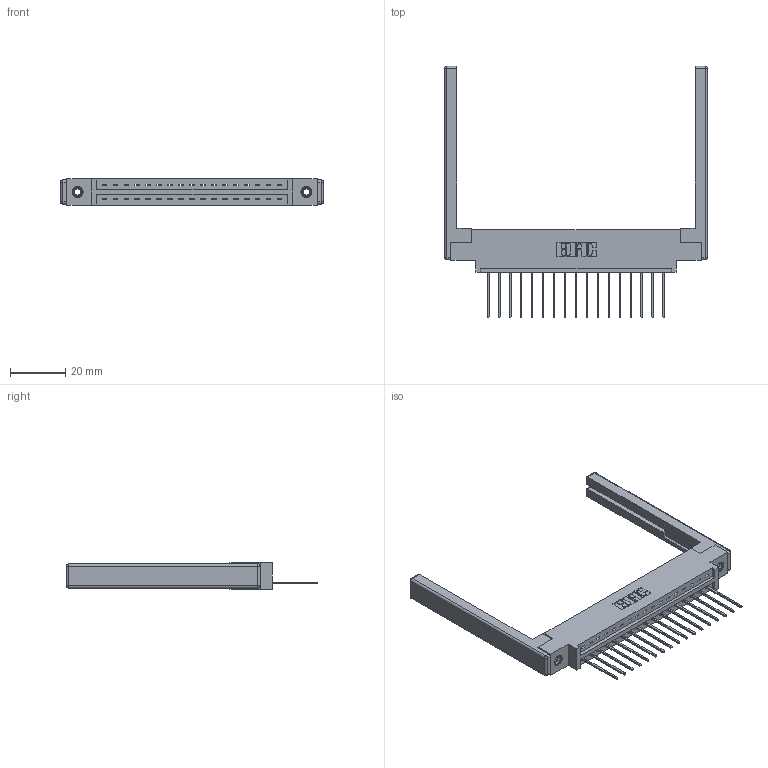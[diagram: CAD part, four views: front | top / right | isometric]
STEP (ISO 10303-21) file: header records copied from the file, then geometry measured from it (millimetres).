
FILE_DESCRIPTION (( 'STEP AP203' ), '1' );
FILE_NAME ('337-017-542-668.STEP', '2019-09-28T19:10:24', ( '' ), ( '' ), 'SwSTEP 2.0', 'SolidWorks 2016', '' );
FILE_SCHEMA (( 'CONFIG_CONTROL_DESIGN' ));
Length unit declared in the file: inch
Products named in the file (5): 337 Part_0.170 Offset - 0.156 Dia-TI; 345-250-001_345-250-001-102; 307-220-068; 337-017-542-668; 345-292-001_345-293-142
Assembly tree (22 placements, depth 2):
  337-017-542-668
    337 Part_0.170 Offset - 0.156 Dia-TI
    345-292-001_345-293-142  x17
    345-250-001_345-250-001-102  x2
    307-220-068  x2
Bounding box: 94.79 x 90.68 x 9.4 mm (x, y, z)
Volume: 13850.8 mm3; surface area: 14074.2 mm2
Topology: 22 solids, 22 shells, 1326 faces, 3909 edges, 2562 vertices
Faces by surface type: plane 944, cylinder 358, cone 12, sphere 8, torus 4
Entity records: 18780 total; most frequent: CARTESIAN_POINT 3226, ORIENTED_EDGE 3168, DIRECTION 2840, EDGE_CURVE 1584, LINE 1406, VECTOR 1406, VERTEX_POINT 1046, AXIS2_PLACEMENT_3D 717
